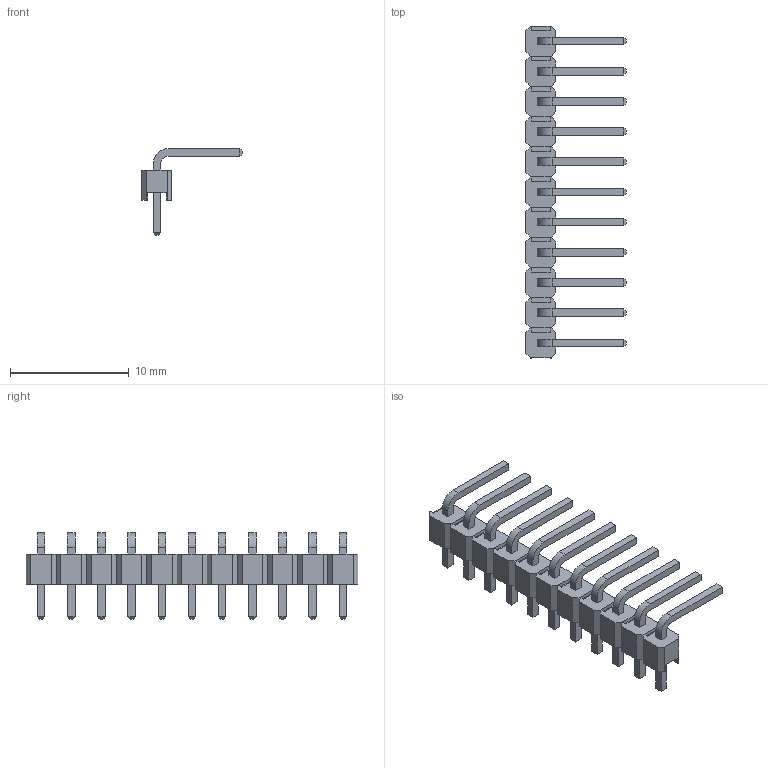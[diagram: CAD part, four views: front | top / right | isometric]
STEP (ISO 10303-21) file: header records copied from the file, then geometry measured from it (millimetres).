
FILE_DESCRIPTION(('FreeCAD Model'),'2;1');
FILE_NAME('11Pin.step','2021-01-26T11:56:45',( 'Author'),(''),'Open CASCADE STEP processor 7.3','FreeCAD','Unknown' );
FILE_SCHEMA(('AUTOMOTIVE_DESIGN { 1 0 10303 214 1 1 1 1 }'));
Length unit declared in the file: millimetre
Products named in the file (11): Fusion010; Fusion009; Fusion008; Fusion007; Fusion006; Fusion005; Fusion004; Fusion003; Fusion002; Fusion001; Fusion
Bounding box: 8.45 x 27.94 x 7.3 mm (x, y, z)
Volume: 194.2 mm3; surface area: 735 mm2
Topology: 11 solids, 11 shells, 440 faces, 1100 edges, 704 vertices
Faces by surface type: plane 418, cylinder 22
Entity records: 30027 total; most frequent: CARTESIAN_POINT 4665, DIRECTION 4006, LINE 2992, VECTOR 2992, ORIENTED_EDGE 2200, PCURVE 2200, DEFINITIONAL_REPRESENTATION 2200, EDGE_CURVE 1100
